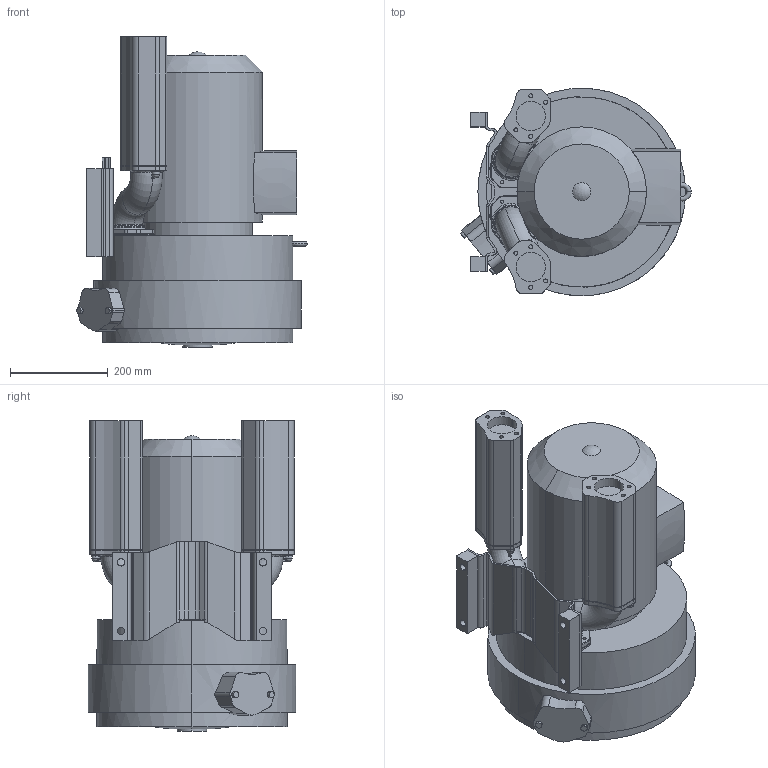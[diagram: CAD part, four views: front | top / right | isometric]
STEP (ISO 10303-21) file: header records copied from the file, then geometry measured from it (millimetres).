
FILE_DESCRIPTION (( 'STEP AP203' ), '1' );
FILE_NAME ('2RB740-1GQ47.STEP', '2025-04-29T06:01:20', ( '' ), ( '' ), 'SwSTEP 2.0', 'SolidWorks 2021', '' );
FILE_SCHEMA (( 'CONFIG_CONTROL_DESIGN' ));
Length unit declared in the file: millimetre
Products named in the file (1): 2RB740-1GQ47
Bounding box: 470.78 x 423.99 x 634.55 mm (x, y, z)
Volume: 54461043 mm3; surface area: 1510651.7 mm2
Topology: 7 solids, 15 shells, 801 faces, 1971 edges, 1216 vertices
Faces by surface type: cylinder 306, plane 181, torus 162, bspline 114, cone 29, sphere 9
Entity records: 39800 total; most frequent: CARTESIAN_POINT 21948, ORIENTED_EDGE 3910, DIRECTION 3525, EDGE_CURVE 1955, AXIS2_PLACEMENT_3D 1446, VERTEX_POINT 1212, EDGE_LOOP 855, FACE_OUTER_BOUND 801
